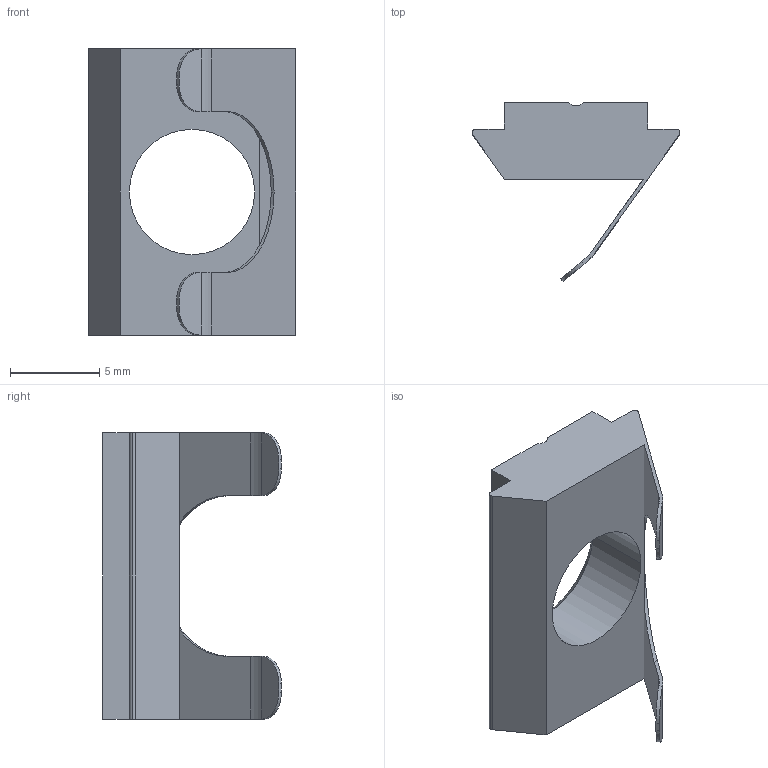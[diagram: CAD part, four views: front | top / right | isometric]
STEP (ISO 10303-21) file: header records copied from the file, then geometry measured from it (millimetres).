
FILE_DESCRIPTION (( 'STEP AP214' ), '1' );
FILE_NAME ('SNSD.30.51.18. Ñóõàðü ïàçîâûé ñ ëàïêîé Ì8, ïàç 8(B28).STEP', '2014-11-25T13:21:06', ( 'XTreme.ws' ), ( 'XTreme.ws' ), 'SwSTEP 2.0', 'SolidWorks 2014', '' );
FILE_SCHEMA (( 'AUTOMOTIVE_DESIGN' ));
Length unit declared in the file: millimetre
Products named in the file (1): SNSD.30.51.18. Ñóõàðü ïàçîâûé ñ ëàïêîé Ì8, ïàç 8(B28)
Bounding box: 11.62 x 10 x 16 mm (x, y, z)
Volume: 479.3 mm3; surface area: 670.1 mm2
Topology: 1 solids, 1 shells, 43 faces, 118 edges, 76 vertices
Faces by surface type: plane 24, cylinder 17, cone 2
Entity records: 1440 total; most frequent: CARTESIAN_POINT 256, DIRECTION 242, ORIENTED_EDGE 236, EDGE_CURVE 118, AXIS2_PLACEMENT_3D 82, LINE 78, VECTOR 78, VERTEX_POINT 76
